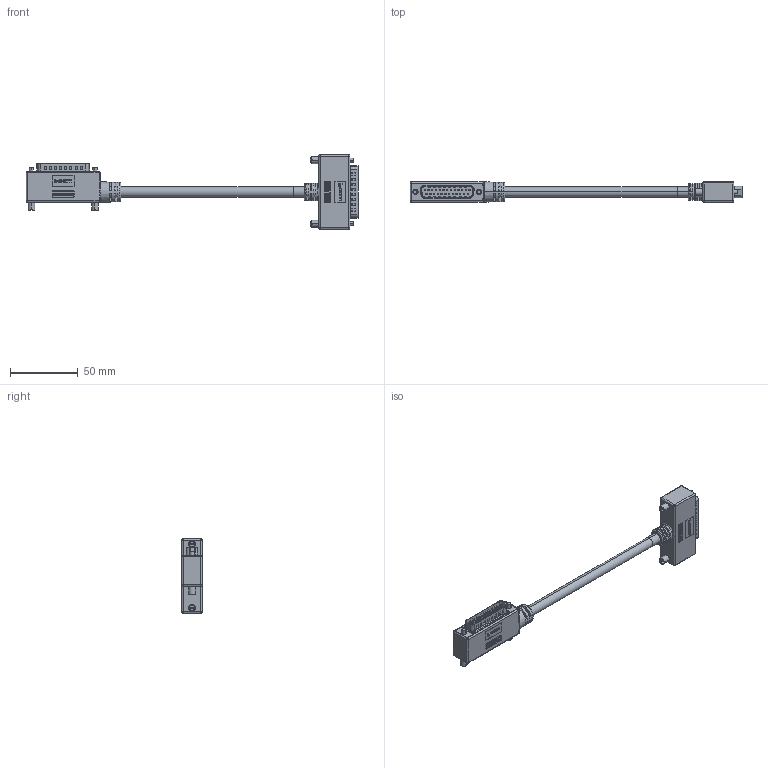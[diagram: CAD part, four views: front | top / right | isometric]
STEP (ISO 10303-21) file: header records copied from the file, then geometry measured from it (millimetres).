
FILE_DESCRIPTION (( 'STEP AP214' ), '1' );
FILE_NAME ('CSMNRA25-1MM.STEP', '2014-01-30T20:16:06', ( 'L-Com' ), ( 'L-Com Global Connectivity' ), 'SwSTEP 2.0', 'SolidWorks 2012', '' );
FILE_SCHEMA (( 'AUTOMOTIVE_DESIGN' ));
Length unit declared in the file: inch
Products named in the file (10): CSMNRA25-1MM; CSMNRA25-MA1; MTN-830; 1AC02-013(DB25P MALE SOLDER TYPE); MTN-829_new logo; 1AJ06-042_DB9 Rt Angle T-screw; MTN-829_EXIT 1; MTN-838; MTN-828_new logo; MTN-828
Assembly tree (13 placements, depth 3):
  CSMNRA25-1MM
    CSMNRA25-MA1
    MTN-829_EXIT 1
      MTN-830
      1AC02-013(DB25P MALE SOLDER TYPE)
      MTN-829_new logo
      1AJ06-042_DB9 Rt Angle T-screw  x2
    MTN-828
      MTN-838
      1AC02-013(DB25P MALE SOLDER TYPE)
      MTN-828_new logo
      1AJ06-042_DB9 Rt Angle T-screw  x2
Bounding box: 245.67 x 15.29 x 55.07 mm (x, y, z)
Volume: 49644.2 mm3; surface area: 39766.6 mm2
Topology: 75 solids, 75 shells, 2243 faces, 5404 edges, 3427 vertices
Faces by surface type: plane 1129, cylinder 690, torus 206, bspline 146, cone 50, sphere 22
Entity records: 48800 total; most frequent: CARTESIAN_POINT 11939, ORIENTED_EDGE 7108, DIRECTION 6884, EDGE_CURVE 3554, AXIS2_PLACEMENT_3D 2447, VERTEX_POINT 2273, LINE 1990, VECTOR 1990
